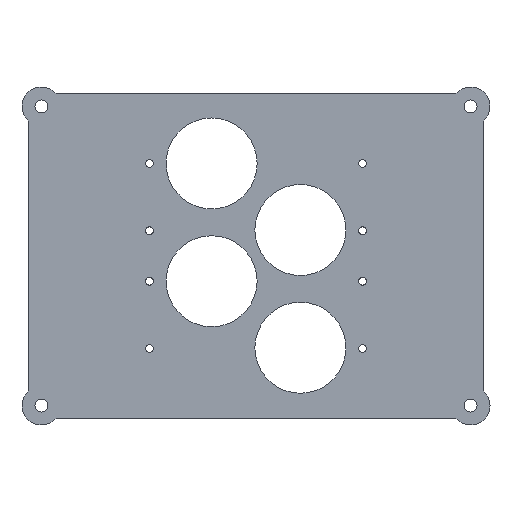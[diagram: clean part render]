
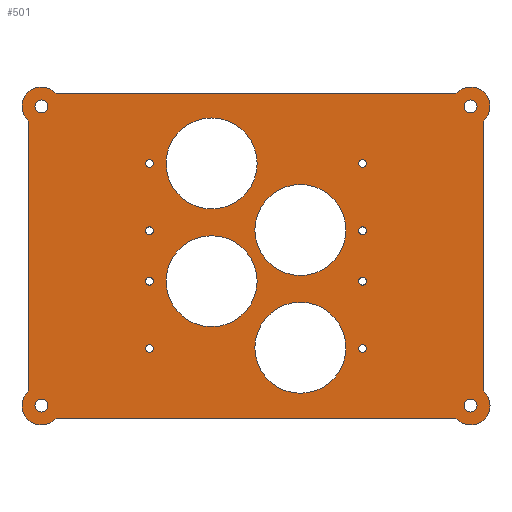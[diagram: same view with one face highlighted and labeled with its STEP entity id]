
A CAD part, front view. The second image highlights one B-rep face of the part: STEP entity #501.
In plain terms, the highlighted planar face has unit normal (0, -1, 0).
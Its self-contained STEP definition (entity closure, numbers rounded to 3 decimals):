
#19=PLANE('',#569);
#23=LINE('',#813,#39);
#27=LINE('',#825,#43);
#31=LINE('',#837,#47);
#35=LINE('',#848,#51);
#39=VECTOR('',#679,61.528);
#43=VECTOR('',#691,41.528);
#47=VECTOR('',#703,61.528);
#51=VECTOR('',#715,41.528);
#69=FACE_BOUND('',#168,.T.);
#70=FACE_BOUND('',#169,.T.);
#71=FACE_BOUND('',#170,.T.);
#72=FACE_BOUND('',#171,.T.);
#73=FACE_BOUND('',#172,.T.);
#74=FACE_BOUND('',#173,.T.);
#75=FACE_BOUND('',#174,.T.);
#76=FACE_BOUND('',#175,.T.);
#77=FACE_BOUND('',#176,.T.);
#78=FACE_BOUND('',#177,.T.);
#79=FACE_BOUND('',#178,.T.);
#80=FACE_BOUND('',#179,.T.);
#81=FACE_BOUND('',#180,.T.);
#82=FACE_BOUND('',#181,.T.);
#83=FACE_BOUND('',#182,.T.);
#84=FACE_BOUND('',#183,.T.);
#125=FACE_OUTER_BOUND('',#167,.T.);
#167=EDGE_LOOP('',(#409,#410,#411,#412,#413,#414,#415,#416));
#168=EDGE_LOOP('',(#417));
#169=EDGE_LOOP('',(#418));
#170=EDGE_LOOP('',(#419));
#171=EDGE_LOOP('',(#420));
#172=EDGE_LOOP('',(#421));
#173=EDGE_LOOP('',(#422));
#174=EDGE_LOOP('',(#423));
#175=EDGE_LOOP('',(#424));
#176=EDGE_LOOP('',(#425));
#177=EDGE_LOOP('',(#426));
#178=EDGE_LOOP('',(#427));
#179=EDGE_LOOP('',(#428));
#180=EDGE_LOOP('',(#429));
#181=EDGE_LOOP('',(#430));
#182=EDGE_LOOP('',(#431));
#183=EDGE_LOOP('',(#432));
#202=CIRCLE('',#507,7.);
#204=CIRCLE('',#510,7.);
#206=CIRCLE('',#513,7.);
#208=CIRCLE('',#516,7.);
#210=CIRCLE('',#519,1.);
#212=CIRCLE('',#522,1.);
#214=CIRCLE('',#525,1.);
#216=CIRCLE('',#528,1.);
#218=CIRCLE('',#531,0.6);
#220=CIRCLE('',#534,0.6);
#222=CIRCLE('',#537,0.6);
#224=CIRCLE('',#540,0.6);
#226=CIRCLE('',#543,0.6);
#228=CIRCLE('',#546,0.6);
#230=CIRCLE('',#549,0.6);
#232=CIRCLE('',#552,0.6);
#233=CIRCLE('',#554,3.);
#235=CIRCLE('',#558,3.);
#237=CIRCLE('',#562,3.);
#239=CIRCLE('',#566,3.);
#242=VERTEX_POINT('',#725);
#244=VERTEX_POINT('',#730);
#246=VERTEX_POINT('',#735);
#248=VERTEX_POINT('',#740);
#250=VERTEX_POINT('',#745);
#252=VERTEX_POINT('',#750);
#254=VERTEX_POINT('',#755);
#256=VERTEX_POINT('',#760);
#258=VERTEX_POINT('',#765);
#260=VERTEX_POINT('',#770);
#262=VERTEX_POINT('',#775);
#264=VERTEX_POINT('',#780);
#266=VERTEX_POINT('',#785);
#268=VERTEX_POINT('',#790);
#270=VERTEX_POINT('',#795);
#272=VERTEX_POINT('',#800);
#273=VERTEX_POINT('',#803);
#274=VERTEX_POINT('',#804);
#277=VERTEX_POINT('',#812);
#279=VERTEX_POINT('',#818);
#281=VERTEX_POINT('',#824);
#283=VERTEX_POINT('',#830);
#285=VERTEX_POINT('',#836);
#287=VERTEX_POINT('',#842);
#290=EDGE_CURVE('',#242,#242,#202,.T.);
#292=EDGE_CURVE('',#244,#244,#204,.T.);
#294=EDGE_CURVE('',#246,#246,#206,.T.);
#296=EDGE_CURVE('',#248,#248,#208,.T.);
#298=EDGE_CURVE('',#250,#250,#210,.T.);
#300=EDGE_CURVE('',#252,#252,#212,.T.);
#302=EDGE_CURVE('',#254,#254,#214,.T.);
#304=EDGE_CURVE('',#256,#256,#216,.T.);
#306=EDGE_CURVE('',#258,#258,#218,.T.);
#308=EDGE_CURVE('',#260,#260,#220,.T.);
#310=EDGE_CURVE('',#262,#262,#222,.T.);
#312=EDGE_CURVE('',#264,#264,#224,.T.);
#314=EDGE_CURVE('',#266,#266,#226,.T.);
#316=EDGE_CURVE('',#268,#268,#228,.T.);
#318=EDGE_CURVE('',#270,#270,#230,.T.);
#320=EDGE_CURVE('',#272,#272,#232,.T.);
#321=EDGE_CURVE('',#273,#274,#233,.T.);
#325=EDGE_CURVE('',#274,#277,#23,.T.);
#328=EDGE_CURVE('',#277,#279,#235,.T.);
#331=EDGE_CURVE('',#279,#281,#27,.T.);
#334=EDGE_CURVE('',#281,#283,#237,.T.);
#337=EDGE_CURVE('',#283,#285,#31,.T.);
#340=EDGE_CURVE('',#285,#287,#239,.T.);
#343=EDGE_CURVE('',#287,#273,#35,.T.);
#409=ORIENTED_EDGE('',*,*,#343,.T.);
#410=ORIENTED_EDGE('',*,*,#321,.T.);
#411=ORIENTED_EDGE('',*,*,#325,.T.);
#412=ORIENTED_EDGE('',*,*,#328,.T.);
#413=ORIENTED_EDGE('',*,*,#331,.T.);
#414=ORIENTED_EDGE('',*,*,#334,.T.);
#415=ORIENTED_EDGE('',*,*,#337,.T.);
#416=ORIENTED_EDGE('',*,*,#340,.T.);
#417=ORIENTED_EDGE('',*,*,#290,.T.);
#418=ORIENTED_EDGE('',*,*,#292,.T.);
#419=ORIENTED_EDGE('',*,*,#294,.T.);
#420=ORIENTED_EDGE('',*,*,#296,.T.);
#421=ORIENTED_EDGE('',*,*,#298,.T.);
#422=ORIENTED_EDGE('',*,*,#300,.T.);
#423=ORIENTED_EDGE('',*,*,#302,.T.);
#424=ORIENTED_EDGE('',*,*,#304,.T.);
#425=ORIENTED_EDGE('',*,*,#306,.T.);
#426=ORIENTED_EDGE('',*,*,#308,.T.);
#427=ORIENTED_EDGE('',*,*,#310,.T.);
#428=ORIENTED_EDGE('',*,*,#312,.T.);
#429=ORIENTED_EDGE('',*,*,#314,.T.);
#430=ORIENTED_EDGE('',*,*,#316,.T.);
#431=ORIENTED_EDGE('',*,*,#318,.T.);
#432=ORIENTED_EDGE('',*,*,#320,.T.);
#501=ADVANCED_FACE('',(#125,#69,#70,#71,#72,#73,#74,#75,#76,#77,#78,#79,
#80,#81,#82,#83,#84),#19,.T.);
#507=AXIS2_PLACEMENT_3D('',#726,#577,#578);
#510=AXIS2_PLACEMENT_3D('',#731,#583,#584);
#513=AXIS2_PLACEMENT_3D('',#736,#589,#590);
#516=AXIS2_PLACEMENT_3D('',#741,#595,#596);
#519=AXIS2_PLACEMENT_3D('',#746,#601,#602);
#522=AXIS2_PLACEMENT_3D('',#751,#607,#608);
#525=AXIS2_PLACEMENT_3D('',#756,#613,#614);
#528=AXIS2_PLACEMENT_3D('',#761,#619,#620);
#531=AXIS2_PLACEMENT_3D('',#766,#625,#626);
#534=AXIS2_PLACEMENT_3D('',#771,#631,#632);
#537=AXIS2_PLACEMENT_3D('',#776,#637,#638);
#540=AXIS2_PLACEMENT_3D('',#781,#643,#644);
#543=AXIS2_PLACEMENT_3D('',#786,#649,#650);
#546=AXIS2_PLACEMENT_3D('',#791,#655,#656);
#549=AXIS2_PLACEMENT_3D('',#796,#661,#662);
#552=AXIS2_PLACEMENT_3D('',#801,#667,#668);
#554=AXIS2_PLACEMENT_3D('',#805,#671,#672);
#558=AXIS2_PLACEMENT_3D('',#819,#684,#685);
#562=AXIS2_PLACEMENT_3D('',#831,#696,#697);
#566=AXIS2_PLACEMENT_3D('',#843,#708,#709);
#569=AXIS2_PLACEMENT_3D('',#850,#717,#718);
#577=DIRECTION('center_axis',(0.,1.,0.));
#578=DIRECTION('ref_axis',(1.,0.,0.));
#583=DIRECTION('center_axis',(0.,1.,0.));
#584=DIRECTION('ref_axis',(1.,0.,0.));
#589=DIRECTION('center_axis',(0.,1.,0.));
#590=DIRECTION('ref_axis',(1.,0.,0.));
#595=DIRECTION('center_axis',(0.,1.,0.));
#596=DIRECTION('ref_axis',(1.,0.,0.));
#601=DIRECTION('center_axis',(0.,1.,0.));
#602=DIRECTION('ref_axis',(1.,0.,0.));
#607=DIRECTION('center_axis',(0.,1.,0.));
#608=DIRECTION('ref_axis',(1.,0.,0.));
#613=DIRECTION('center_axis',(0.,1.,0.));
#614=DIRECTION('ref_axis',(1.,0.,0.));
#619=DIRECTION('center_axis',(0.,1.,0.));
#620=DIRECTION('ref_axis',(1.,0.,0.));
#625=DIRECTION('center_axis',(0.,1.,0.));
#626=DIRECTION('ref_axis',(1.,0.,0.));
#631=DIRECTION('center_axis',(0.,1.,0.));
#632=DIRECTION('ref_axis',(1.,0.,0.));
#637=DIRECTION('center_axis',(0.,1.,0.));
#638=DIRECTION('ref_axis',(1.,0.,0.));
#643=DIRECTION('center_axis',(0.,1.,0.));
#644=DIRECTION('ref_axis',(1.,0.,0.));
#649=DIRECTION('center_axis',(0.,1.,0.));
#650=DIRECTION('ref_axis',(1.,0.,0.));
#655=DIRECTION('center_axis',(0.,1.,0.));
#656=DIRECTION('ref_axis',(1.,0.,0.));
#661=DIRECTION('center_axis',(0.,1.,0.));
#662=DIRECTION('ref_axis',(1.,0.,0.));
#667=DIRECTION('center_axis',(0.,1.,0.));
#668=DIRECTION('ref_axis',(1.,0.,0.));
#671=DIRECTION('center_axis',(0.,-1.,0.));
#672=DIRECTION('ref_axis',(0.745,0.,-0.667));
#679=DIRECTION('',(-1.,0.,0.));
#684=DIRECTION('center_axis',(0.,-1.,0.));
#685=DIRECTION('ref_axis',(0.667,0.,0.745));
#691=DIRECTION('',(0.,0.,-1.));
#696=DIRECTION('center_axis',(0.,-1.,0.));
#697=DIRECTION('ref_axis',(-0.745,0.,0.667));
#703=DIRECTION('',(1.,0.,0.));
#708=DIRECTION('center_axis',(0.,-1.,0.));
#709=DIRECTION('ref_axis',(-0.667,0.,-0.745));
#715=DIRECTION('',(0.,0.,1.));
#717=DIRECTION('center_axis',(0.,-1.,0.));
#718=DIRECTION('ref_axis',(0.,0.,-1.));
#725=CARTESIAN_POINT('',(-48.826,0.,-10.764));
#726=CARTESIAN_POINT('Origin',(-41.826,0.,-10.764));
#730=CARTESIAN_POINT('',(-35.174,0.,-21.));
#731=CARTESIAN_POINT('Origin',(-28.174,0.,-21.));
#735=CARTESIAN_POINT('',(-48.826,0.,-28.88));
#736=CARTESIAN_POINT('Origin',(-41.826,0.,-28.88));
#740=CARTESIAN_POINT('',(-35.174,0.,-39.116));
#741=CARTESIAN_POINT('Origin',(-28.174,0.,-39.116));
#745=CARTESIAN_POINT('',(-69.,0.,-2.));
#746=CARTESIAN_POINT('Origin',(-68.,0.,-2.));
#750=CARTESIAN_POINT('',(-3.,0.,-2.));
#751=CARTESIAN_POINT('Origin',(-2.,0.,-2.));
#755=CARTESIAN_POINT('',(-3.,0.,-48.));
#756=CARTESIAN_POINT('Origin',(-2.,0.,-48.));
#760=CARTESIAN_POINT('',(-69.,0.,-48.));
#761=CARTESIAN_POINT('Origin',(-68.,0.,-48.));
#765=CARTESIAN_POINT('',(-51.992,0.,-21.116));
#766=CARTESIAN_POINT('Origin',(-51.392,0.,-21.116));
#770=CARTESIAN_POINT('',(-51.992,0.,-39.232));
#771=CARTESIAN_POINT('Origin',(-51.392,0.,-39.232));
#775=CARTESIAN_POINT('',(-51.992,0.,-28.88));
#776=CARTESIAN_POINT('Origin',(-51.392,0.,-28.88));
#780=CARTESIAN_POINT('',(-19.209,0.,-39.232));
#781=CARTESIAN_POINT('Origin',(-18.609,0.,-39.232));
#785=CARTESIAN_POINT('',(-19.209,0.,-21.116));
#786=CARTESIAN_POINT('Origin',(-18.609,0.,-21.116));
#790=CARTESIAN_POINT('',(-19.209,0.,-10.764));
#791=CARTESIAN_POINT('Origin',(-18.609,0.,-10.764));
#795=CARTESIAN_POINT('',(-51.992,0.,-10.764));
#796=CARTESIAN_POINT('Origin',(-51.392,0.,-10.764));
#800=CARTESIAN_POINT('',(-19.209,0.,-28.88));
#801=CARTESIAN_POINT('Origin',(-18.609,0.,-28.88));
#803=CARTESIAN_POINT('',(0.,0.,-4.236));
#804=CARTESIAN_POINT('',(-4.236,0.,0.));
#805=CARTESIAN_POINT('Origin',(-2.,0.,-2.));
#812=CARTESIAN_POINT('',(-65.764,0.,0.));
#813=CARTESIAN_POINT('',(-4.236,0.,0.));
#818=CARTESIAN_POINT('',(-70.,0.,-4.236));
#819=CARTESIAN_POINT('Origin',(-68.,0.,-2.));
#824=CARTESIAN_POINT('',(-70.,0.,-45.764));
#825=CARTESIAN_POINT('',(-70.,0.,-4.236));
#830=CARTESIAN_POINT('',(-65.764,0.,-50.));
#831=CARTESIAN_POINT('Origin',(-68.,0.,-48.));
#836=CARTESIAN_POINT('',(-4.236,0.,-50.));
#837=CARTESIAN_POINT('',(-65.764,0.,-50.));
#842=CARTESIAN_POINT('',(0.,0.,-45.764));
#843=CARTESIAN_POINT('Origin',(-2.,0.,-48.));
#848=CARTESIAN_POINT('',(0.,0.,-45.764));
#850=CARTESIAN_POINT('Origin',(-35.,0.,-25.));
